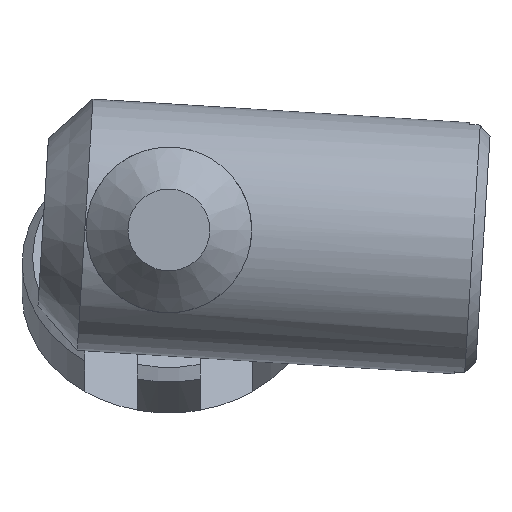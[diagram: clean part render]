
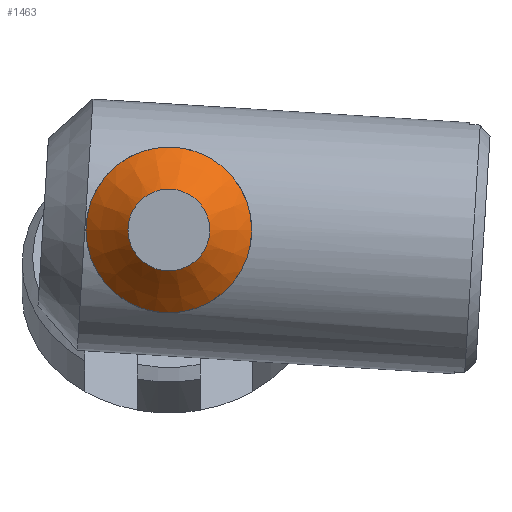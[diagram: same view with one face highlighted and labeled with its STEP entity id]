
A CAD part, front view. The second image highlights one B-rep face of the part: STEP entity #1463.
In plain terms, the highlighted conical face has half-angle 45 degrees and reference radius 3.95 mm.
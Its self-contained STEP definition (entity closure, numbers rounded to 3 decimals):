
#115=LINE('',#3644,#227);
#227=VECTOR('',#1938,3.95);
#316=CIRCLE('',#1615,3.95);
#317=CIRCLE('',#1616,1.95);
#351=CONICAL_SURFACE('',#1614,3.95,0.785);
#473=FACE_OUTER_BOUND('',#562,.T.);
#562=EDGE_LOOP('',(#1273,#1274,#1275,#1276));
#724=VERTEX_POINT('',#3641);
#725=VERTEX_POINT('',#3643);
#915=EDGE_CURVE('',#724,#724,#316,.T.);
#916=EDGE_CURVE('',#724,#725,#115,.T.);
#917=EDGE_CURVE('',#725,#725,#317,.T.);
#1273=ORIENTED_EDGE('',*,*,#915,.F.);
#1274=ORIENTED_EDGE('',*,*,#916,.T.);
#1275=ORIENTED_EDGE('',*,*,#917,.F.);
#1276=ORIENTED_EDGE('',*,*,#916,.F.);
#1463=ADVANCED_FACE('',(#473),#351,.T.);
#1614=AXIS2_PLACEMENT_3D('',#3640,#1934,#1935);
#1615=AXIS2_PLACEMENT_3D('',#3642,#1936,#1937);
#1616=AXIS2_PLACEMENT_3D('',#3645,#1939,#1940);
#1934=DIRECTION('center_axis',(0.,1.,0.));
#1935=DIRECTION('ref_axis',(-1.,0.,0.));
#1936=DIRECTION('center_axis',(0.,1.,0.));
#1937=DIRECTION('ref_axis',(1.,0.,0.));
#1938=DIRECTION('',(-0.707,-0.707,0.));
#1939=DIRECTION('center_axis',(0.,-1.,0.));
#1940=DIRECTION('ref_axis',(1.,0.,0.));
#3640=CARTESIAN_POINT('Origin',(12.332,-13.349,0.69));
#3641=CARTESIAN_POINT('',(16.282,-13.349,0.69));
#3642=CARTESIAN_POINT('Origin',(12.332,-13.349,0.69));
#3643=CARTESIAN_POINT('',(14.282,-15.349,0.69));
#3644=CARTESIAN_POINT('',(16.282,-13.349,0.69));
#3645=CARTESIAN_POINT('Origin',(12.332,-15.349,0.69));
